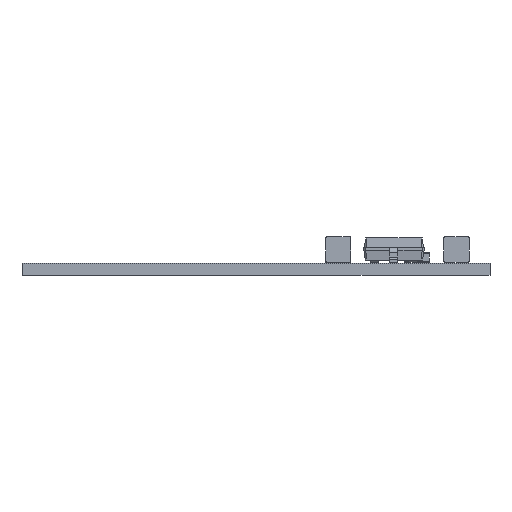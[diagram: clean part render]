
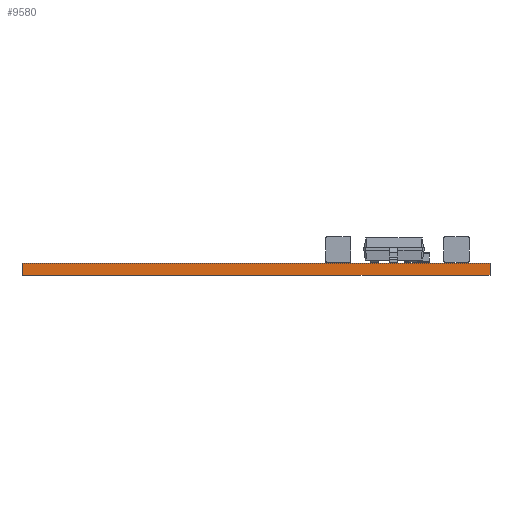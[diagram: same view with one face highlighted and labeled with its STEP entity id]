
A CAD part, front view. The second image highlights one B-rep face of the part: STEP entity #9580.
In plain terms, the highlighted planar face has unit normal (0, -1, 0).
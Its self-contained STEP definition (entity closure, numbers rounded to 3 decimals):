
#8785 = EDGE_CURVE('',#8786,#8788,#8790,.T.);
#8786 = VERTEX_POINT('',#8787);
#8787 = CARTESIAN_POINT('',(96.94,-87.58,0.));
#8788 = VERTEX_POINT('',#8789);
#8789 = CARTESIAN_POINT('',(96.94,-87.58,0.6));
#8790 = SURFACE_CURVE('',#8791,(#8795,#8807),.PCURVE_S1.);
#8791 = LINE('',#8792,#8793);
#8792 = CARTESIAN_POINT('',(96.94,-87.58,0.));
#8793 = VECTOR('',#8794,1.);
#8794 = DIRECTION('',(0.,0.,1.));
#8795 = PCURVE('',#8796,#8801);
#8796 = PLANE('',#8797);
#8797 = AXIS2_PLACEMENT_3D('',#8798,#8799,#8800);
#8798 = CARTESIAN_POINT('',(96.94,-87.58,0.));
#8799 = DIRECTION('',(-1.,0.,0.));
#8800 = DIRECTION('',(0.,1.,0.));
#8801 = DEFINITIONAL_REPRESENTATION('',(#8802),#8806);
#8802 = LINE('',#8803,#8804);
#8803 = CARTESIAN_POINT('',(0.,0.));
#8804 = VECTOR('',#8805,1.);
#8805 = DIRECTION('',(0.,-1.));
#8806 = ( GEOMETRIC_REPRESENTATION_CONTEXT(2) 
PARAMETRIC_REPRESENTATION_CONTEXT() REPRESENTATION_CONTEXT('2D SPACE',''
  ) );
#8807 = PCURVE('',#8808,#8813);
#8808 = PLANE('',#8809);
#8809 = AXIS2_PLACEMENT_3D('',#8810,#8811,#8812);
#8810 = CARTESIAN_POINT('',(73.6,-87.58,0.));
#8811 = DIRECTION('',(0.,1.,0.));
#8812 = DIRECTION('',(1.,0.,0.));
#8813 = DEFINITIONAL_REPRESENTATION('',(#8814),#8818);
#8814 = LINE('',#8815,#8816);
#8815 = CARTESIAN_POINT('',(23.34,0.));
#8816 = VECTOR('',#8817,1.);
#8817 = DIRECTION('',(0.,-1.));
#8818 = ( GEOMETRIC_REPRESENTATION_CONTEXT(2) 
PARAMETRIC_REPRESENTATION_CONTEXT() REPRESENTATION_CONTEXT('2D SPACE',''
  ) );
#8836 = PLANE('',#8837);
#8837 = AXIS2_PLACEMENT_3D('',#8838,#8839,#8840);
#8838 = CARTESIAN_POINT('',(88.5,-76.461,0.6));
#8839 = DIRECTION('',(0.,0.,1.));
#8840 = DIRECTION('',(1.,0.,0.));
#8890 = PLANE('',#8891);
#8891 = AXIS2_PLACEMENT_3D('',#8892,#8893,#8894);
#8892 = CARTESIAN_POINT('',(88.5,-76.461,0.));
#8893 = DIRECTION('',(0.,0.,1.));
#8894 = DIRECTION('',(1.,0.,0.));
#9477 = PLANE('',#9478);
#9478 = AXIS2_PLACEMENT_3D('',#9479,#9480,#9481);
#9479 = CARTESIAN_POINT('',(73.6,-79.35,0.));
#9480 = DIRECTION('',(1.,0.,0.));
#9481 = DIRECTION('',(0.,-1.,0.));
#9515 = VERTEX_POINT('',#9516);
#9516 = CARTESIAN_POINT('',(73.6,-87.58,0.6));
#9537 = EDGE_CURVE('',#9538,#9515,#9540,.T.);
#9538 = VERTEX_POINT('',#9539);
#9539 = CARTESIAN_POINT('',(73.6,-87.58,0.));
#9540 = SURFACE_CURVE('',#9541,(#9545,#9552),.PCURVE_S1.);
#9541 = LINE('',#9542,#9543);
#9542 = CARTESIAN_POINT('',(73.6,-87.58,0.));
#9543 = VECTOR('',#9544,1.);
#9544 = DIRECTION('',(0.,0.,1.));
#9545 = PCURVE('',#9477,#9546);
#9546 = DEFINITIONAL_REPRESENTATION('',(#9547),#9551);
#9547 = LINE('',#9548,#9549);
#9548 = CARTESIAN_POINT('',(8.23,0.));
#9549 = VECTOR('',#9550,1.);
#9550 = DIRECTION('',(0.,-1.));
#9551 = ( GEOMETRIC_REPRESENTATION_CONTEXT(2) 
PARAMETRIC_REPRESENTATION_CONTEXT() REPRESENTATION_CONTEXT('2D SPACE',''
  ) );
#9552 = PCURVE('',#8808,#9553);
#9553 = DEFINITIONAL_REPRESENTATION('',(#9554),#9558);
#9554 = LINE('',#9555,#9556);
#9555 = CARTESIAN_POINT('',(0.,0.));
#9556 = VECTOR('',#9557,1.);
#9557 = DIRECTION('',(0.,-1.));
#9558 = ( GEOMETRIC_REPRESENTATION_CONTEXT(2) 
PARAMETRIC_REPRESENTATION_CONTEXT() REPRESENTATION_CONTEXT('2D SPACE',''
  ) );
#9580 = ADVANCED_FACE('',(#9581),#8808,.F.);
#9581 = FACE_BOUND('',#9582,.F.);
#9582 = EDGE_LOOP('',(#9583,#9584,#9605,#9606));
#9583 = ORIENTED_EDGE('',*,*,#9537,.T.);
#9584 = ORIENTED_EDGE('',*,*,#9585,.T.);
#9585 = EDGE_CURVE('',#9515,#8788,#9586,.T.);
#9586 = SURFACE_CURVE('',#9587,(#9591,#9598),.PCURVE_S1.);
#9587 = LINE('',#9588,#9589);
#9588 = CARTESIAN_POINT('',(73.6,-87.58,0.6));
#9589 = VECTOR('',#9590,1.);
#9590 = DIRECTION('',(1.,0.,0.));
#9591 = PCURVE('',#8808,#9592);
#9592 = DEFINITIONAL_REPRESENTATION('',(#9593),#9597);
#9593 = LINE('',#9594,#9595);
#9594 = CARTESIAN_POINT('',(0.,-0.6));
#9595 = VECTOR('',#9596,1.);
#9596 = DIRECTION('',(1.,0.));
#9597 = ( GEOMETRIC_REPRESENTATION_CONTEXT(2) 
PARAMETRIC_REPRESENTATION_CONTEXT() REPRESENTATION_CONTEXT('2D SPACE',''
  ) );
#9598 = PCURVE('',#8836,#9599);
#9599 = DEFINITIONAL_REPRESENTATION('',(#9600),#9604);
#9600 = LINE('',#9601,#9602);
#9601 = CARTESIAN_POINT('',(-14.9,-11.119));
#9602 = VECTOR('',#9603,1.);
#9603 = DIRECTION('',(1.,0.));
#9604 = ( GEOMETRIC_REPRESENTATION_CONTEXT(2) 
PARAMETRIC_REPRESENTATION_CONTEXT() REPRESENTATION_CONTEXT('2D SPACE',''
  ) );
#9605 = ORIENTED_EDGE('',*,*,#8785,.F.);
#9606 = ORIENTED_EDGE('',*,*,#9607,.F.);
#9607 = EDGE_CURVE('',#9538,#8786,#9608,.T.);
#9608 = SURFACE_CURVE('',#9609,(#9613,#9620),.PCURVE_S1.);
#9609 = LINE('',#9610,#9611);
#9610 = CARTESIAN_POINT('',(73.6,-87.58,0.));
#9611 = VECTOR('',#9612,1.);
#9612 = DIRECTION('',(1.,0.,0.));
#9613 = PCURVE('',#8808,#9614);
#9614 = DEFINITIONAL_REPRESENTATION('',(#9615),#9619);
#9615 = LINE('',#9616,#9617);
#9616 = CARTESIAN_POINT('',(0.,0.));
#9617 = VECTOR('',#9618,1.);
#9618 = DIRECTION('',(1.,0.));
#9619 = ( GEOMETRIC_REPRESENTATION_CONTEXT(2) 
PARAMETRIC_REPRESENTATION_CONTEXT() REPRESENTATION_CONTEXT('2D SPACE',''
  ) );
#9620 = PCURVE('',#8890,#9621);
#9621 = DEFINITIONAL_REPRESENTATION('',(#9622),#9626);
#9622 = LINE('',#9623,#9624);
#9623 = CARTESIAN_POINT('',(-14.9,-11.119));
#9624 = VECTOR('',#9625,1.);
#9625 = DIRECTION('',(1.,0.));
#9626 = ( GEOMETRIC_REPRESENTATION_CONTEXT(2) 
PARAMETRIC_REPRESENTATION_CONTEXT() REPRESENTATION_CONTEXT('2D SPACE',''
  ) );
